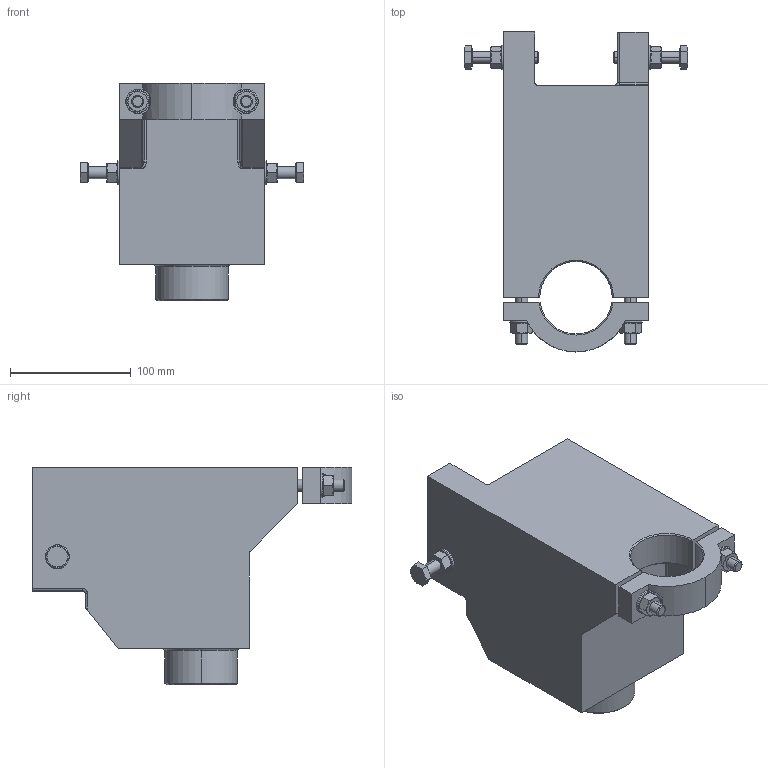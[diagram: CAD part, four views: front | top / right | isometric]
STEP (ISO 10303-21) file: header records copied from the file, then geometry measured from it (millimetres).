
FILE_DESCRIPTION(('STEP AP214'),'1');
FILE_NAME('tmp0.stp','2020-10-23T08:46:46',(' '),(' '),'Spatial InterOp 3D',' ',' ');
FILE_SCHEMA(('AUTOMOTIVE_DESIGN { 1 0 10303 214 1 1 1 1 }'));
Length unit declared in the file: millimetre
Products named in the file (1): 1
Bounding box: 184.8 x 265 x 180 mm (x, y, z)
Volume: 2875239.5 mm3; surface area: 177277.3 mm2
Topology: 14 solids, 14 shells, 310 faces, 703 edges, 427 vertices
Faces by surface type: cone 106, plane 96, cylinder 95, torus 10, bspline 3
Entity records: 12343 total; most frequent: CARTESIAN_POINT 2722, DIRECTION 1528, ORIENTED_EDGE 1404, EDGE_CURVE 702, AXIS2_PLACEMENT_3D 633, VERTEX_POINT 427, EDGE_LOOP 341, STYLED_ITEM 324
